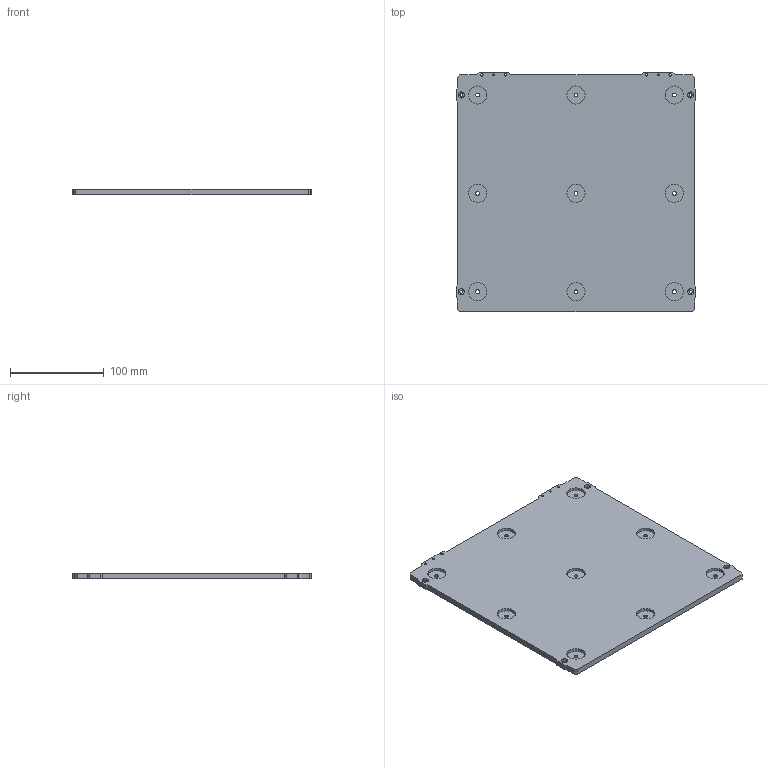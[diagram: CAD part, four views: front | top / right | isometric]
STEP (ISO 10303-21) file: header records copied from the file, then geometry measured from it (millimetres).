
FILE_DESCRIPTION(/* description */ (''),/* implementation_level */ '2;1');
FILE_NAME(/* name */ 'Arc Bed (Mandala 250) - BETA.step',/* time_stamp */ '2024-07-19T17:36:50+02:00',/* author */ (''),/* organization */ (''),/* preprocessor_version */ 'ST-DEVELOPER v20',/* originating_system */ 'Autodesk Translation Framework v13.14.0.145',/* authorisation */ '');
FILE_SCHEMA (('AUTOMOTIVE_DESIGN { 1 0 10303 214 3 1 1 }'));
Length unit declared in the file: millimetre
Products named in the file (4): Arc Bed; Assembly; Precision Alca5/ATP5/MIC6/5083 Aluminum Bed Plate; Silicone Heater Pad
Assembly tree (3 placements, depth 3):
  Arc Bed
    Assembly
      Precision Alca5/ATP5/MIC6/5083 Aluminum Bed Plate
      Silicone Heater Pad
Bounding box: 256 x 256 x 6.35 mm (x, y, z)
Volume: 398635.1 mm3; surface area: 137432.4 mm2
Topology: 1 solids, 1 shells, 79 faces, 192 edges, 128 vertices
Faces by surface type: plane 47, cylinder 32
Full cylindrical faces by diameter (mm): 2.075 x2, 2.529 x4, 3.2 x4, 4.234 x9, 6.5 x4, 19.431 x9
Entity records: 2517 total; most frequent: DIRECTION 428, CARTESIAN_POINT 406, ORIENTED_EDGE 384, EDGE_CURVE 192, AXIS2_PLACEMENT_3D 150, EDGE_LOOP 130, LINE 128, VECTOR 128
